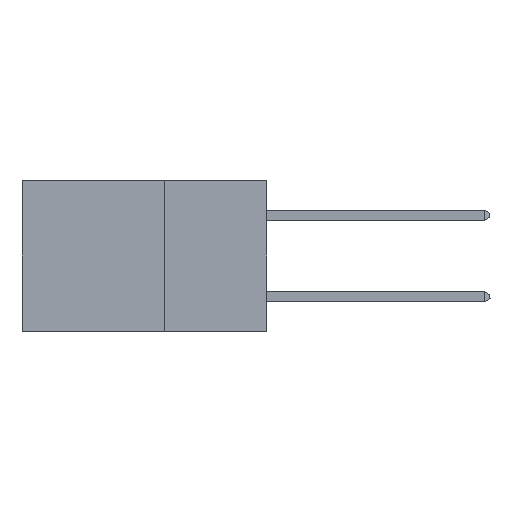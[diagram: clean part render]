
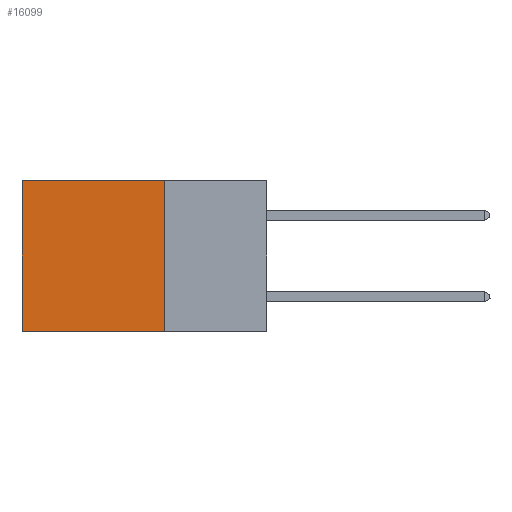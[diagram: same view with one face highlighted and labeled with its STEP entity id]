
A CAD part, left-side view. The second image highlights one B-rep face of the part: STEP entity #16099.
In plain terms, the highlighted planar face has unit normal (-1, 0, 0).
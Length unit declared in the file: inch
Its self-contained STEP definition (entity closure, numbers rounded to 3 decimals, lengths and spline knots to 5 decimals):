
#71 = AXIS2_PLACEMENT_3D ( 'NONE', #12147, #25975, #5352 ) ;
#1800 = ORIENTED_EDGE ( 'NONE', *, *, #16571, .F. ) ;
#1901 = VERTEX_POINT ( 'NONE', #7614 ) ;
#2808 = CARTESIAN_POINT ( 'NONE',  ( 0.2875, 0.6, 0. ) ) ;
#2993 = CARTESIAN_POINT ( 'NONE',  ( 0.2875, 0.25, 0. ) ) ;
#3934 = CARTESIAN_POINT ( 'NONE',  ( 0.2875, 0.6, 0. ) ) ;
#4793 = CARTESIAN_POINT ( 'NONE',  ( 0.2875, 0.25, -0.37 ) ) ;
#5352 = DIRECTION ( 'NONE',  ( 0., 0., -1. ) ) ;
#6491 = DIRECTION ( 'NONE',  ( 0., 0., -1. ) ) ;
#7614 = CARTESIAN_POINT ( 'NONE',  ( 0.2875, 0.6, -0.37 ) ) ;
#8208 = DIRECTION ( 'NONE',  ( 0., 1., 0. ) ) ;
#8273 = DIRECTION ( 'NONE',  ( 0., 1., 0. ) ) ;
#8702 = PLANE ( 'NONE',  #71 ) ;
#8803 = EDGE_LOOP ( 'NONE', ( #19755, #1800, #37035, #36033 ) ) ;
#9705 = VERTEX_POINT ( 'NONE', #11951 ) ;
#10354 = VECTOR ( 'NONE', #16682, 39.37008 ) ;
#10530 = VECTOR ( 'NONE', #6491, 39.37008 ) ;
#10569 = LINE ( 'NONE', #35670, #36879 ) ;
#11951 = CARTESIAN_POINT ( 'NONE',  ( 0.2875, 0.25, 0. ) ) ;
#12147 = CARTESIAN_POINT ( 'NONE',  ( 0.2875, 0.25, 0. ) ) ;
#16099 = ADVANCED_FACE ( 'NONE', ( #27829 ), #8702, .F. ) ;
#16571 = EDGE_CURVE ( 'NONE', #44019, #1901, #10569, .T. ) ;
#16682 = DIRECTION ( 'NONE',  ( 0., 0., -1. ) ) ;
#19755 = ORIENTED_EDGE ( 'NONE', *, *, #34534, .T. ) ;
#20515 = VECTOR ( 'NONE', #8273, 39.37008 ) ;
#25975 = DIRECTION ( 'NONE',  ( 1., 0., 0. ) ) ;
#27829 = FACE_OUTER_BOUND ( 'NONE', #8803, .T. ) ;
#29605 = LINE ( 'NONE', #39025, #20515 ) ;
#29714 = LINE ( 'NONE', #2808, #10354 ) ;
#34534 = EDGE_CURVE ( 'NONE', #37582, #1901, #29714, .T. ) ;
#35670 = CARTESIAN_POINT ( 'NONE',  ( 0.2875, 0.25, -0.37 ) ) ;
#36033 = ORIENTED_EDGE ( 'NONE', *, *, #43999, .T. ) ;
#36879 = VECTOR ( 'NONE', #8208, 39.37008 ) ;
#37035 = ORIENTED_EDGE ( 'NONE', *, *, #38967, .F. ) ;
#37582 = VERTEX_POINT ( 'NONE', #3934 ) ;
#37910 = LINE ( 'NONE', #2993, #10530 ) ;
#38967 = EDGE_CURVE ( 'NONE', #9705, #44019, #37910, .T. ) ;
#39025 = CARTESIAN_POINT ( 'NONE',  ( 0.2875, 0.25, 0. ) ) ;
#43999 = EDGE_CURVE ( 'NONE', #9705, #37582, #29605, .T. ) ;
#44019 = VERTEX_POINT ( 'NONE', #4793 ) ;
